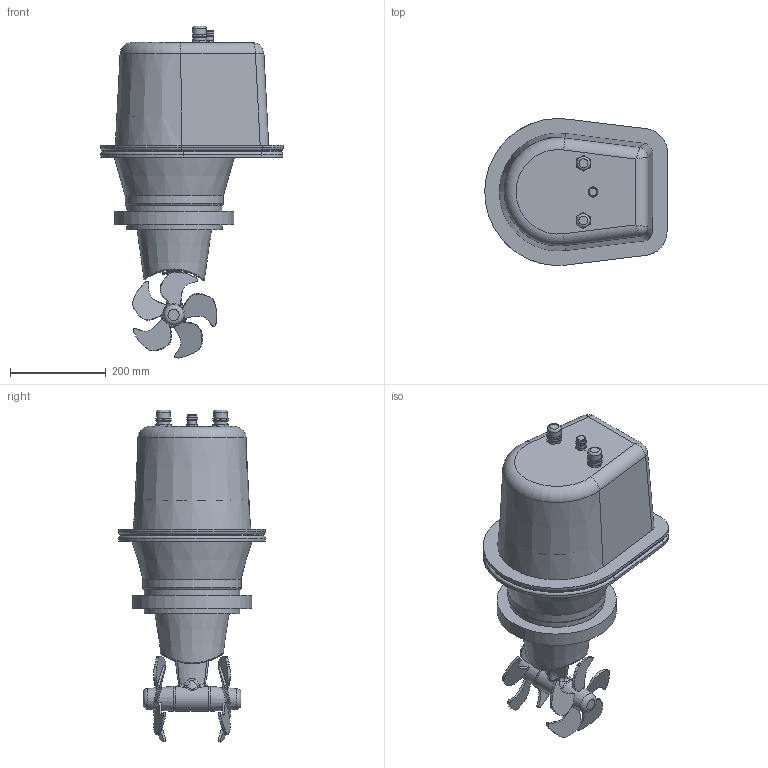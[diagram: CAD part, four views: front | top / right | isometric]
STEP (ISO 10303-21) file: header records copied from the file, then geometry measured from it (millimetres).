
FILE_DESCRIPTION(/* description */ ('Side-Power'),/* implementation_level */ '2;1');
FILE_NAME(/* name */ 'SE100_185T IP.stp',/* time_stamp */ '2016-03-22T12:23:02+01:00',/* author */ ('elvira'),/* organization */ (''),/* preprocessor_version */ 'ST-DEVELOPER v16.1',/* originating_system */ 'Autodesk Inventor 2016',/* authorisation */ '');
FILE_SCHEMA (('AUTOMOTIVE_DESIGN { 1 0 10303 214 3 1 1 }'));
Length unit declared in the file: millimetre
Products named in the file (1): SM-120507
Bounding box: 382.08 x 307.45 x 695.19 mm (x, y, z)
Volume: 24513265.3 mm3; surface area: 1312107.6 mm2
Topology: 93 solids, 93 shells, 911 faces, 1841 edges, 1188 vertices
Faces by surface type: plane 459, cylinder 223, bspline 134, cone 57, torus 38
Full cylindrical faces by diameter (mm): 5 x20, 8.5 x20, 9.049 x20, 9.624 x20, 16 x1, 18 x41, 19.5 x2, 25 x2, 27 x2, 28.5 x4, 62 x1, 90 x1, 130 x1, 200 x2, 206 x1, 250 x1
Entity records: 37468 total; most frequent: CARTESIAN_POINT 19104, DIRECTION 3373, ORIENTED_EDGE 3128, EDGE_CURVE 1564, AXIS2_PLACEMENT_3D 1330, EDGE_LOOP 1209, VERTEX_POINT 1137, STYLED_ITEM 999
